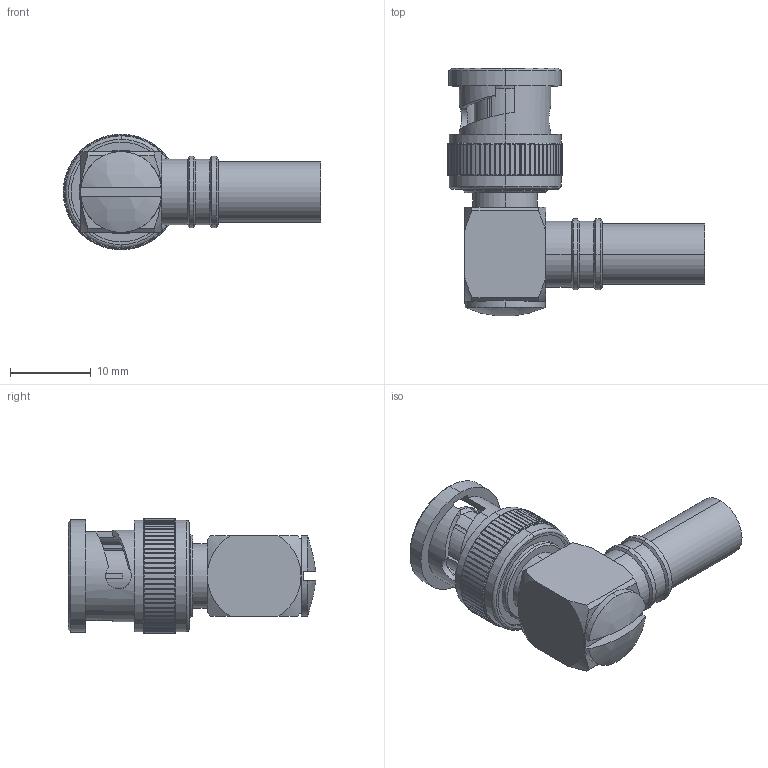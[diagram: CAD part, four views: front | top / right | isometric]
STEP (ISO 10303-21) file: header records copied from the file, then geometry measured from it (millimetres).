
FILE_DESCRIPTION (( 'STEP AP214' ), '1' );
FILE_NAME ('3190-6552(TC-240-BM-RA-D)-.STEP', '2020-08-17T02:37:30', ( '' ), ( '' ), 'SwSTEP 2.0', 'SolidWorks 2017', '' );
FILE_SCHEMA (( 'AUTOMOTIVE_DESIGN' ));
Length unit declared in the file: millimetre
Products named in the file (1): 3190-6552(TC-240-BM-RA-D)-
Bounding box: 31.85 x 30.66 x 14.3 mm (x, y, z)
Volume: 3473.4 mm3; surface area: 3184.9 mm2
Topology: 1 solids, 1 shells, 464 faces, 1294 edges, 846 vertices
Faces by surface type: plane 284, cylinder 121, cone 43, bspline 16
Entity records: 20964 total; most frequent: CARTESIAN_POINT 4780, ORIENTED_EDGE 2588, DIRECTION 1986, EDGE_CURVE 1294, VERTEX_POINT 846, AXIS2_PLACEMENT_3D 764, B_SPLINE_CURVE_WITH_KNOTS 501, EDGE_LOOP 482
